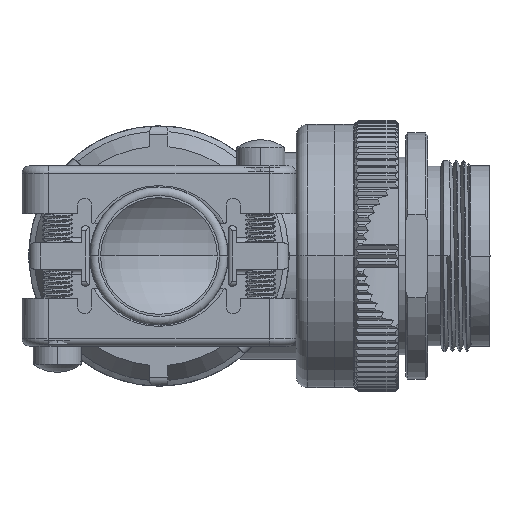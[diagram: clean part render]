
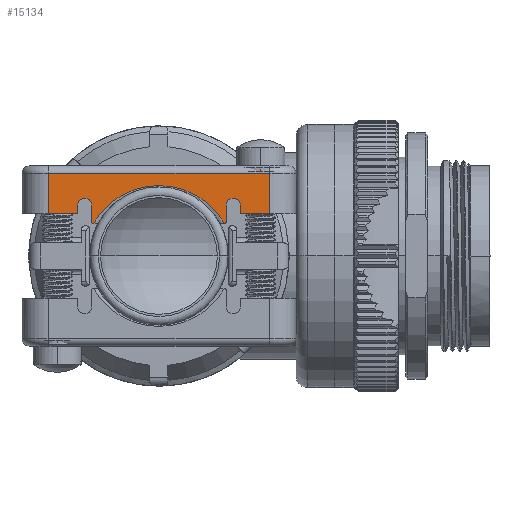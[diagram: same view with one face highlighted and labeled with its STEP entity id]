
A CAD part, front view. The second image highlights one B-rep face of the part: STEP entity #15134.
In plain terms, the highlighted planar face has unit normal (0, -1, 0).
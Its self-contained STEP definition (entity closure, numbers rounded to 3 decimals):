
#6767=DIRECTION('',(1.,0.,0.));
#6768=VECTOR('',#6767,0.087);
#6769=CARTESIAN_POINT('',(6.915,-15.64,-14.025));
#6770=LINE('15597',#6769,#6768);
#6771=CARTESIAN_POINT('',(6.915,-15.64,-13.845));
#6772=DIRECTION('',(0.,-1.,0.));
#6773=DIRECTION('',(-1.,0.,0.));
#6774=AXIS2_PLACEMENT_3D('',#6771,#6772,#6773);
#6776=DIRECTION('',(0.,0.,-1.));
#6777=VECTOR('',#6776,2.3);
#6778=CARTESIAN_POINT('',(6.735,-15.64,-11.545));
#6779=LINE('15544',#6778,#6777);
#6780=CARTESIAN_POINT('',(5.795,-15.64,-11.545));
#6781=DIRECTION('',(0.,1.,0.));
#6782=DIRECTION('',(-1.,0.,0.));
#6783=AXIS2_PLACEMENT_3D('',#6780,#6781,#6782);
#6785=DIRECTION('',(0.,0.,1.));
#6786=VECTOR('',#6785,1.16);
#6787=CARTESIAN_POINT('',(4.855,-15.64,-12.705));
#6788=LINE('15548',#6787,#6786);
#6789=DIRECTION('',(1.,0.,0.));
#6790=VECTOR('',#6789,3.97);
#6791=CARTESIAN_POINT('',(0.885,-15.64,-12.705));
#6792=LINE('15550',#6791,#6790);
#6793=DIRECTION('',(1.,0.,0.));
#6794=VECTOR('',#6793,3.97);
#6795=CARTESIAN_POINT('',(26.955,-15.64,-12.705));
#6796=LINE('15572',#6795,#6794);
#6797=DIRECTION('',(0.,0.,-1.));
#6798=VECTOR('',#6797,1.16);
#6799=CARTESIAN_POINT('',(26.955,-15.64,-11.545));
#6800=LINE('15576',#6799,#6798);
#6801=CARTESIAN_POINT('',(26.015,-15.64,-11.545));
#6802=DIRECTION('',(0.,1.,0.));
#6803=DIRECTION('',(-1.,0.,0.));
#6804=AXIS2_PLACEMENT_3D('',#6801,#6802,#6803);
#6806=DIRECTION('',(0.,0.,1.));
#6807=VECTOR('',#6806,2.3);
#6808=CARTESIAN_POINT('',(25.075,-15.64,-13.845));
#6809=LINE('15580',#6808,#6807);
#6810=CARTESIAN_POINT('',(24.895,-15.64,-13.845));
#6811=DIRECTION('',(0.,-1.,0.));
#6812=DIRECTION('',(0.,0.,-1.));
#6813=AXIS2_PLACEMENT_3D('',#6810,#6811,#6812);
#6815=DIRECTION('',(1.,0.,0.));
#6816=VECTOR('',#6815,0.087);
#6817=CARTESIAN_POINT('',(24.808,-15.64,-14.025));
#6818=LINE('15592',#6817,#6816);
#6819=CARTESIAN_POINT('',(15.905,-15.64,-19.185));
#6820=DIRECTION('',(0.,1.,0.));
#6821=DIRECTION('',(-0.865,0.,0.501));
#6822=AXIS2_PLACEMENT_3D('',#6819,#6820,#6821);
#7649=DIRECTION('',(0.,0.,-1.));
#7650=VECTOR('',#7649,5.46);
#7651=CARTESIAN_POINT('',(30.925,-15.64,-7.245));
#7652=LINE('15570',#7651,#7650);
#7715=DIRECTION('',(1.,0.,0.));
#7716=VECTOR('',#7715,30.04);
#7717=CARTESIAN_POINT('',(0.885,-15.64,-7.245));
#7718=LINE('15606',#7717,#7716);
#7727=DIRECTION('',(0.,0.,1.));
#7728=VECTOR('',#7727,5.46);
#7729=CARTESIAN_POINT('',(0.885,-15.64,-12.705));
#7730=LINE('15557',#7729,#7728);
#10180=CARTESIAN_POINT('',(6.735,-15.64,-13.845));
#10181=VERTEX_POINT('',#10180);
#10182=CARTESIAN_POINT('',(6.915,-15.64,-14.025));
#10183=VERTEX_POINT('',#10182);
#10184=CARTESIAN_POINT('',(6.735,-15.64,-11.545));
#10185=VERTEX_POINT('',#10184);
#10186=CARTESIAN_POINT('',(4.855,-15.64,-11.545));
#10187=VERTEX_POINT('',#10186);
#10188=CARTESIAN_POINT('',(4.855,-15.64,-12.705));
#10189=VERTEX_POINT('',#10188);
#10190=CARTESIAN_POINT('',(0.885,-15.64,-12.705));
#10191=VERTEX_POINT('',#10190);
#10196=CARTESIAN_POINT('',(0.885,-15.64,-7.245));
#10198=VERTEX_POINT('',#10196);
#10207=CARTESIAN_POINT('',(30.925,-15.64,-7.245));
#10209=VERTEX_POINT('',#10207);
#10215=CARTESIAN_POINT('',(30.925,-15.64,-12.705));
#10216=VERTEX_POINT('',#10215);
#10217=CARTESIAN_POINT('',(26.955,-15.64,-12.705));
#10218=VERTEX_POINT('',#10217);
#10223=CARTESIAN_POINT('',(26.955,-15.64,-11.545));
#10224=VERTEX_POINT('',#10223);
#10225=CARTESIAN_POINT('',(25.075,-15.64,-11.545));
#10226=VERTEX_POINT('',#10225);
#10227=CARTESIAN_POINT('',(25.075,-15.64,-13.845));
#10228=VERTEX_POINT('',#10227);
#10229=CARTESIAN_POINT('',(24.895,-15.64,-14.025));
#10230=VERTEX_POINT('',#10229);
#10239=CARTESIAN_POINT('',(24.808,-15.64,-14.025));
#10240=VERTEX_POINT('',#10239);
#10241=CARTESIAN_POINT('',(7.003,-15.64,-14.025));
#10242=VERTEX_POINT('',#10241);
#15098=CARTESIAN_POINT('',(15.905,-15.64,-6.225));
#15099=DIRECTION('',(0.,-1.,0.));
#15100=DIRECTION('',(-1.,0.,0.));
#15101=AXIS2_PLACEMENT_3D('',#15098,#15099,#15100);
#15102=PLANE('17572',#15101);
#15103=ORIENTED_EDGE('15597',*,*,#14990,.F.);
#15105=ORIENTED_EDGE('15541',*,*,#15104,.F.);
#15106=ORIENTED_EDGE('15544',*,*,#15081,.F.);
#15108=ORIENTED_EDGE('15546',*,*,#15107,.F.);
#15110=ORIENTED_EDGE('15548',*,*,#15109,.F.);
#15112=ORIENTED_EDGE('15550',*,*,#15111,.F.);
#15114=ORIENTED_EDGE('15557',*,*,#15113,.T.);
#15116=ORIENTED_EDGE('15606',*,*,#15115,.T.);
#15118=ORIENTED_EDGE('15570',*,*,#15117,.T.);
#15120=ORIENTED_EDGE('15572',*,*,#15119,.F.);
#15122=ORIENTED_EDGE('15576',*,*,#15121,.F.);
#15124=ORIENTED_EDGE('15578',*,*,#15123,.F.);
#15126=ORIENTED_EDGE('15580',*,*,#15125,.F.);
#15128=ORIENTED_EDGE('15582',*,*,#15127,.F.);
#15129=ORIENTED_EDGE('15592',*,*,#14839,.F.);
#15131=ORIENTED_EDGE('15607',*,*,#15130,.F.);
#15132=EDGE_LOOP('17572',(#15103,#15105,#15106,#15108,#15110,#15112,#15114,
#15116,#15118,#15120,#15122,#15124,#15126,#15128,#15129,#15131));
#15133=FACE_OUTER_BOUND('17572',#15132,.F.);
#6775=CIRCLE('15541',#6774,0.18);
#6784=CIRCLE('15546',#6783,0.94);
#6805=CIRCLE('15578',#6804,0.94);
#6814=CIRCLE('15582',#6813,0.18);
#6823=CIRCLE('15607',#6822,10.29);
#14839=EDGE_CURVE('15592',#10240,#10230,#6818,.T.);
#14990=EDGE_CURVE('15597',#10183,#10242,#6770,.T.);
#15081=EDGE_CURVE('15544',#10185,#10181,#6779,.T.);
#15104=EDGE_CURVE('15541',#10181,#10183,#6775,.T.);
#15107=EDGE_CURVE('15546',#10187,#10185,#6784,.T.);
#15109=EDGE_CURVE('15548',#10189,#10187,#6788,.T.);
#15111=EDGE_CURVE('15550',#10191,#10189,#6792,.T.);
#15113=EDGE_CURVE('15557',#10191,#10198,#7730,.T.);
#15115=EDGE_CURVE('15606',#10198,#10209,#7718,.T.);
#15117=EDGE_CURVE('15570',#10209,#10216,#7652,.T.);
#15119=EDGE_CURVE('15572',#10218,#10216,#6796,.T.);
#15121=EDGE_CURVE('15576',#10224,#10218,#6800,.T.);
#15123=EDGE_CURVE('15578',#10226,#10224,#6805,.T.);
#15125=EDGE_CURVE('15580',#10228,#10226,#6809,.T.);
#15127=EDGE_CURVE('15582',#10230,#10228,#6814,.T.);
#15130=EDGE_CURVE('15607',#10242,#10240,#6823,.T.);
#15134=ADVANCED_FACE('17572',(#15133),#15102,.T.);
